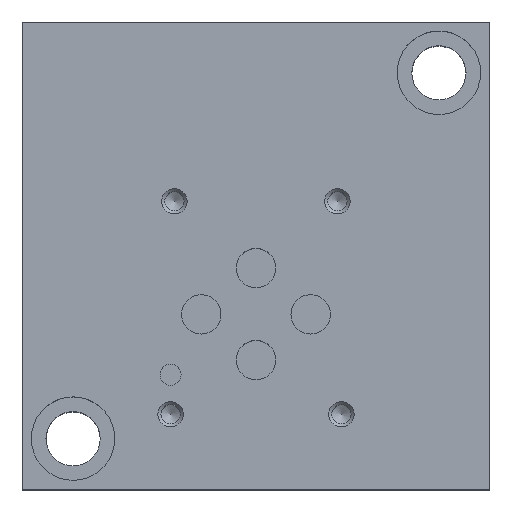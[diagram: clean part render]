
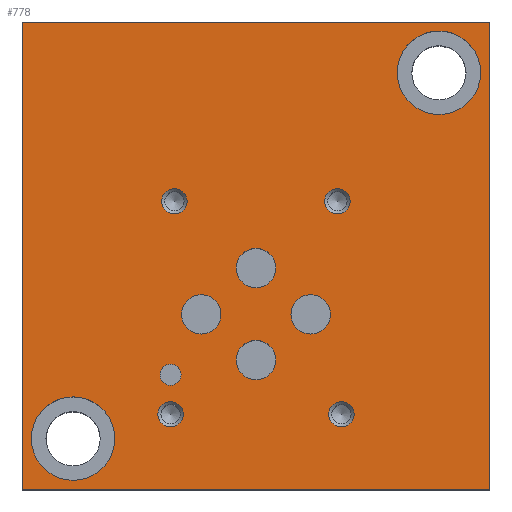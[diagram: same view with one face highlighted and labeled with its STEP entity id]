
A CAD part, top view. The second image highlights one B-rep face of the part: STEP entity #778.
In plain terms, the highlighted planar face has unit normal (0, 0, 1).
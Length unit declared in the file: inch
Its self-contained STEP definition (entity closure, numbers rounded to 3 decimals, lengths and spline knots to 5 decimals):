
#778 = ADVANCED_FACE( '', ( #1646, #1647, #1648, #1649, #1650, #1651, #1652, #1653, #1654, #1655, #1656, #1657 ), #1658, .F. );
#1646 = FACE_BOUND( '', #2528, .T. );
#1647 = FACE_BOUND( '', #2529, .T. );
#1648 = FACE_BOUND( '', #2530, .T. );
#1649 = FACE_BOUND( '', #2531, .T. );
#1650 = FACE_BOUND( '', #2532, .T. );
#1651 = FACE_BOUND( '', #2533, .T. );
#1652 = FACE_BOUND( '', #2534, .T. );
#1653 = FACE_BOUND( '', #2535, .T. );
#1654 = FACE_BOUND( '', #2536, .T. );
#1655 = FACE_BOUND( '', #2537, .T. );
#1656 = FACE_BOUND( '', #2538, .T. );
#1657 = FACE_OUTER_BOUND( '', #2539, .T. );
#1658 = PLANE( '', #2540 );
#2528 = EDGE_LOOP( '', ( #4651 ) );
#2529 = EDGE_LOOP( '', ( #4652 ) );
#2530 = EDGE_LOOP( '', ( #4653 ) );
#2531 = EDGE_LOOP( '', ( #4654 ) );
#2532 = EDGE_LOOP( '', ( #4655 ) );
#2533 = EDGE_LOOP( '', ( #4656 ) );
#2534 = EDGE_LOOP( '', ( #4657 ) );
#2535 = EDGE_LOOP( '', ( #4658 ) );
#2536 = EDGE_LOOP( '', ( #4659 ) );
#2537 = EDGE_LOOP( '', ( #4660 ) );
#2538 = EDGE_LOOP( '', ( #4661 ) );
#2539 = EDGE_LOOP( '', ( #4662, #4663, #4664, #4665 ) );
#2540 = AXIS2_PLACEMENT_3D( '', #4666, #4667, #4668 );
#4651 = ORIENTED_EDGE( '', *, *, #4954, .T. );
#4652 = ORIENTED_EDGE( '', *, *, #5419, .T. );
#4653 = ORIENTED_EDGE( '', *, *, #5178, .F. );
#4654 = ORIENTED_EDGE( '', *, *, #4816, .F. );
#4655 = ORIENTED_EDGE( '', *, *, #5501, .F. );
#4656 = ORIENTED_EDGE( '', *, *, #5343, .F. );
#4657 = ORIENTED_EDGE( '', *, *, #5265, .F. );
#4658 = ORIENTED_EDGE( '', *, *, #5219, .F. );
#4659 = ORIENTED_EDGE( '', *, *, #5304, .F. );
#4660 = ORIENTED_EDGE( '', *, *, #5563, .F. );
#4661 = ORIENTED_EDGE( '', *, *, #5469, .F. );
#4662 = ORIENTED_EDGE( '', *, *, #5341, .T. );
#4663 = ORIENTED_EDGE( '', *, *, #4784, .F. );
#4664 = ORIENTED_EDGE( '', *, *, #4905, .F. );
#4665 = ORIENTED_EDGE( '', *, *, #5435, .T. );
#4666 = CARTESIAN_POINT( '', ( 3.5, 3.5, 3. ) );
#4667 = DIRECTION( '', ( 0., 0., -1. ) );
#4668 = DIRECTION( '', ( -1., 0., 0. ) );
#4784 = EDGE_CURVE( '', #5644, #5639, #5646, .T. );
#4816 = EDGE_CURVE( '', #5700, #5700, #5701, .T. );
#4905 = EDGE_CURVE( '', #5870, #5644, #5872, .T. );
#4954 = EDGE_CURVE( '', #5957, #5957, #5958, .T. );
#5178 = EDGE_CURVE( '', #6298, #6298, #6299, .T. );
#5219 = EDGE_CURVE( '', #6359, #6359, #6360, .T. );
#5265 = EDGE_CURVE( '', #6421, #6421, #6422, .T. );
#5304 = EDGE_CURVE( '', #6475, #6475, #6476, .T. );
#5341 = EDGE_CURVE( '', #6524, #5639, #6527, .T. );
#5343 = EDGE_CURVE( '', #6529, #6529, #6530, .T. );
#5419 = EDGE_CURVE( '', #6623, #6623, #6624, .T. );
#5435 = EDGE_CURVE( '', #5870, #6524, #6643, .T. );
#5469 = EDGE_CURVE( '', #6684, #6684, #6685, .T. );
#5501 = EDGE_CURVE( '', #6725, #6725, #6726, .T. );
#5563 = EDGE_CURVE( '', #6790, #6790, #6791, .T. );
#5639 = VERTEX_POINT( '', #6888 );
#5644 = VERTEX_POINT( '', #6895 );
#5646 = LINE( '', #6898, #6899 );
#5700 = VERTEX_POINT( '', #6968 );
#5701 = CIRCLE( '', #6969, 0.095 );
#5870 = VERTEX_POINT( '', #7197 );
#5872 = LINE( '', #7200, #7201 );
#5957 = VERTEX_POINT( '', #7314 );
#5958 = CIRCLE( '', #7315, 0.3125 );
#6298 = VERTEX_POINT( '', #7774 );
#6299 = CIRCLE( '', #7775, 0.095 );
#6359 = VERTEX_POINT( '', #7854 );
#6360 = CIRCLE( '', #7855, 0.1475 );
#6421 = VERTEX_POINT( '', #7937 );
#6422 = CIRCLE( '', #7938, 0.079 );
#6475 = VERTEX_POINT( '', #8011 );
#6476 = CIRCLE( '', #8012, 0.1475 );
#6524 = VERTEX_POINT( '', #8079 );
#6527 = LINE( '', #8084, #8085 );
#6529 = VERTEX_POINT( '', #8087 );
#6530 = CIRCLE( '', #8088, 0.095 );
#6623 = VERTEX_POINT( '', #8213 );
#6624 = CIRCLE( '', #8214, 0.3125 );
#6643 = LINE( '', #8236, #8237 );
#6684 = VERTEX_POINT( '', #8293 );
#6685 = CIRCLE( '', #8294, 0.1475 );
#6725 = VERTEX_POINT( '', #8347 );
#6726 = CIRCLE( '', #8348, 0.095 );
#6790 = VERTEX_POINT( '', #8426 );
#6791 = CIRCLE( '', #8427, 0.1475 );
#6888 = CARTESIAN_POINT( '', ( 0., 0., 3. ) );
#6895 = CARTESIAN_POINT( '', ( 3.5, 0., 3. ) );
#6898 = CARTESIAN_POINT( '', ( 3.5, 0., 3. ) );
#6899 = VECTOR( '', #8485, 39.37008 );
#6968 = CARTESIAN_POINT( '', ( 1.205, 0.562, 3. ) );
#6969 = AXIS2_PLACEMENT_3D( '', #8525, #8526, #8527 );
#7197 = CARTESIAN_POINT( '', ( 3.5, 3.5, 3. ) );
#7200 = CARTESIAN_POINT( '', ( 3.5, 3.5, 3. ) );
#7201 = VECTOR( '', #8669, 39.37008 );
#7314 = CARTESIAN_POINT( '', ( 2.8075, 3.12, 3. ) );
#7315 = AXIS2_PLACEMENT_3D( '', #8737, #8738, #8739 );
#7774 = CARTESIAN_POINT( '', ( 1.234, 2.157, 3. ) );
#7775 = AXIS2_PLACEMENT_3D( '', #8985, #8986, #8987 );
#7854 = CARTESIAN_POINT( '', ( 1.8975, 0.968, 3. ) );
#7855 = AXIS2_PLACEMENT_3D( '', #9031, #9032, #9033 );
#7937 = CARTESIAN_POINT( '', ( 1.189, 0.858, 3. ) );
#7938 = AXIS2_PLACEMENT_3D( '', #9076, #9077, #9078 );
#8011 = CARTESIAN_POINT( '', ( 1.8975, 1.657, 3. ) );
#8012 = AXIS2_PLACEMENT_3D( '', #9111, #9112, #9113 );
#8079 = CARTESIAN_POINT( '', ( 0., 3.5, 3. ) );
#8084 = CARTESIAN_POINT( '', ( 0., 3.5, 3. ) );
#8085 = VECTOR( '', #9150, 39.37008 );
#8087 = CARTESIAN_POINT( '', ( 2.455, 2.157, 3. ) );
#8088 = AXIS2_PLACEMENT_3D( '', #9151, #9152, #9153 );
#8213 = CARTESIAN_POINT( '', ( 0.0675, 0.38, 3. ) );
#8214 = AXIS2_PLACEMENT_3D( '', #9213, #9214, #9215 );
#8236 = CARTESIAN_POINT( '', ( 3.5, 3.5, 3. ) );
#8237 = VECTOR( '', #9228, 39.37008 );
#8293 = CARTESIAN_POINT( '', ( 1.4875, 1.31, 3. ) );
#8294 = AXIS2_PLACEMENT_3D( '', #9253, #9254, #9255 );
#8347 = CARTESIAN_POINT( '', ( 2.485, 0.562, 3. ) );
#8348 = AXIS2_PLACEMENT_3D( '', #9284, #9285, #9286 );
#8426 = CARTESIAN_POINT( '', ( 2.3065, 1.31, 3. ) );
#8427 = AXIS2_PLACEMENT_3D( '', #9319, #9320, #9321 );
#8485 = DIRECTION( '', ( -1., 0., 0. ) );
#8525 = CARTESIAN_POINT( '', ( 1.11, 0.562, 3. ) );
#8526 = DIRECTION( '', ( 0., 0., 1. ) );
#8527 = DIRECTION( '', ( 1., 0., 0. ) );
#8669 = DIRECTION( '', ( 0., -1., 0. ) );
#8737 = CARTESIAN_POINT( '', ( 3.12, 3.12, 3. ) );
#8738 = DIRECTION( '', ( 0., 0., -1. ) );
#8739 = DIRECTION( '', ( -1., 0., 0. ) );
#8985 = CARTESIAN_POINT( '', ( 1.139, 2.157, 3. ) );
#8986 = DIRECTION( '', ( 0., 0., 1. ) );
#8987 = DIRECTION( '', ( 1., 0., 0. ) );
#9031 = CARTESIAN_POINT( '', ( 1.75, 0.968, 3. ) );
#9032 = DIRECTION( '', ( 0., 0., 1. ) );
#9033 = DIRECTION( '', ( 1., 0., 0. ) );
#9076 = CARTESIAN_POINT( '', ( 1.11, 0.858, 3. ) );
#9077 = DIRECTION( '', ( 0., 0., 1. ) );
#9078 = DIRECTION( '', ( 1., 0., 0. ) );
#9111 = CARTESIAN_POINT( '', ( 1.75, 1.657, 3. ) );
#9112 = DIRECTION( '', ( 0., 0., 1. ) );
#9113 = DIRECTION( '', ( 1., 0., 0. ) );
#9150 = DIRECTION( '', ( 0., -1., 0. ) );
#9151 = CARTESIAN_POINT( '', ( 2.36, 2.157, 3. ) );
#9152 = DIRECTION( '', ( 0., 0., 1. ) );
#9153 = DIRECTION( '', ( 1., 0., 0. ) );
#9213 = CARTESIAN_POINT( '', ( 0.38, 0.38, 3. ) );
#9214 = DIRECTION( '', ( 0., 0., -1. ) );
#9215 = DIRECTION( '', ( -1., 0., 0. ) );
#9228 = DIRECTION( '', ( -1., 0., 0. ) );
#9253 = CARTESIAN_POINT( '', ( 1.34, 1.31, 3. ) );
#9254 = DIRECTION( '', ( 0., 0., 1. ) );
#9255 = DIRECTION( '', ( 1., 0., 0. ) );
#9284 = CARTESIAN_POINT( '', ( 2.39, 0.562, 3. ) );
#9285 = DIRECTION( '', ( 0., 0., 1. ) );
#9286 = DIRECTION( '', ( 1., 0., 0. ) );
#9319 = CARTESIAN_POINT( '', ( 2.159, 1.31, 3. ) );
#9320 = DIRECTION( '', ( 0., 0., 1. ) );
#9321 = DIRECTION( '', ( 1., 0., 0. ) );
